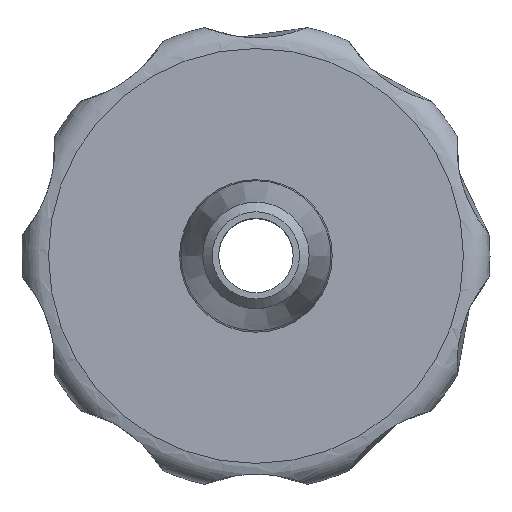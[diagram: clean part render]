
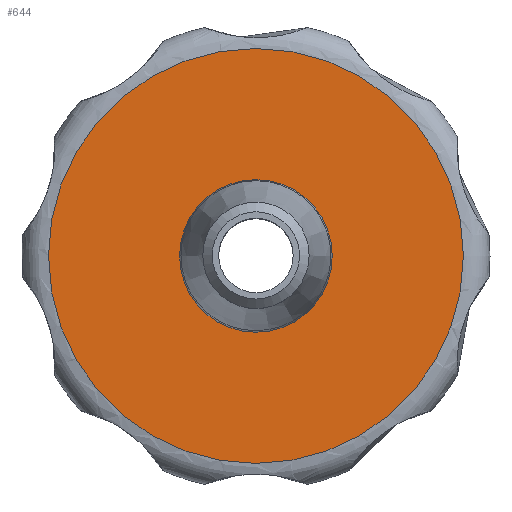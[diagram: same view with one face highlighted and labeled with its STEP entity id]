
A CAD part, top view. The second image highlights one B-rep face of the part: STEP entity #644.
In plain terms, the highlighted planar face has unit normal (0, 0, 1).
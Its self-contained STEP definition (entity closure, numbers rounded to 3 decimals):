
#38=PLANE('',#722);
#67=CIRCLE('',#721,4.953);
#68=CIRCLE('',#723,1.822);
#232=ORIENTED_EDGE('',*,*,#341,.T.);
#233=ORIENTED_EDGE('',*,*,#340,.T.);
#340=EDGE_CURVE('',#411,#411,#67,.T.);
#341=EDGE_CURVE('',#412,#412,#68,.T.);
#411=VERTEX_POINT('',#1316);
#412=VERTEX_POINT('',#1319);
#501=EDGE_LOOP('',(#232));
#502=EDGE_LOOP('',(#233));
#561=FACE_BOUND('',#501,.T.);
#562=FACE_BOUND('',#502,.T.);
#644=ADVANCED_FACE('',(#561,#562),#38,.T.);
#721=AXIS2_PLACEMENT_3D('',#1315,#857,#858);
#722=AXIS2_PLACEMENT_3D('',#1317,#859,#860);
#723=AXIS2_PLACEMENT_3D('',#1318,#861,#862);
#857=DIRECTION('',(0.,0.,1.));
#858=DIRECTION('',(1.,0.,0.));
#859=DIRECTION('',(0.,0.,1.));
#860=DIRECTION('',(1.,0.,0.));
#861=DIRECTION('',(0.,0.,-1.));
#862=DIRECTION('',(1.,0.,0.));
#1315=CARTESIAN_POINT('',(0.,0.,7.62));
#1316=CARTESIAN_POINT('',(4.953,0.,7.62));
#1317=CARTESIAN_POINT('',(0.,0.,7.62));
#1318=CARTESIAN_POINT('',(0.,0.,7.62));
#1319=CARTESIAN_POINT('',(1.822,0.,7.62));
